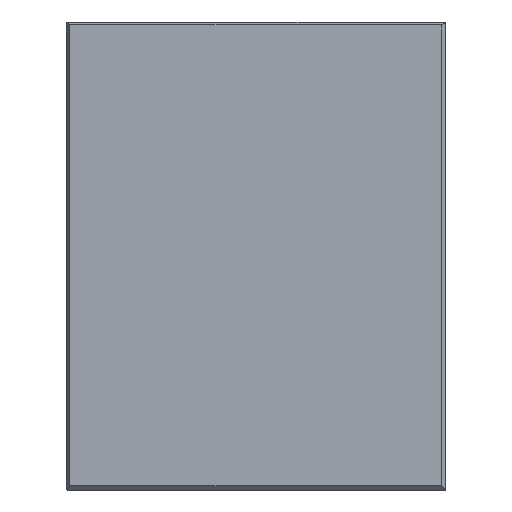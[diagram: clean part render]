
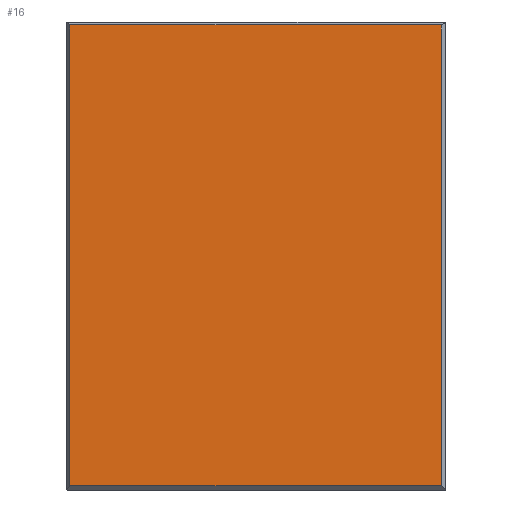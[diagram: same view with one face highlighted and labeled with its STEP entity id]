
A CAD part, left-side view. The second image highlights one B-rep face of the part: STEP entity #16.
In plain terms, the highlighted planar face has unit normal (-1, 0, 0).
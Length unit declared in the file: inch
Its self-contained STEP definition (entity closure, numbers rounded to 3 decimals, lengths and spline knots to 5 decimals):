
#13 = DIRECTION ( 'NONE',  ( 0., 0., -1. ) ) ;
#16 = ADVANCED_FACE ( 'NONE', ( #1188 ), #768, .T. ) ;
#20 = CARTESIAN_POINT ( 'NONE',  ( -4.21, 0.91385, 0. ) ) ;
#92 = LINE ( 'NONE', #1111, #775 ) ;
#104 = VERTEX_POINT ( 'NONE', #476 ) ;
#114 = LINE ( 'NONE', #20, #617 ) ;
#274 = DIRECTION ( 'NONE',  ( -1., 0., 0. ) ) ;
#281 = VERTEX_POINT ( 'NONE', #494 ) ;
#286 = DIRECTION ( 'NONE',  ( 0., 0., 1. ) ) ;
#325 = DIRECTION ( 'NONE',  ( 0., -1., 0. ) ) ;
#399 = VECTOR ( 'NONE', #325, 39.37008 ) ;
#413 = EDGE_LOOP ( 'NONE', ( #1057, #652, #456, #1001 ) ) ;
#439 = EDGE_CURVE ( 'NONE', #281, #509, #582, .T. ) ;
#456 = ORIENTED_EDGE ( 'NONE', *, *, #845, .T. ) ;
#476 = CARTESIAN_POINT ( 'NONE',  ( -4.21, 0.91385, 1.13433 ) ) ;
#494 = CARTESIAN_POINT ( 'NONE',  ( -4.21, 0.91385, -1.13 ) ) ;
#509 = VERTEX_POINT ( 'NONE', #524 ) ;
#524 = CARTESIAN_POINT ( 'NONE',  ( -4.21, -0.91, -1.13 ) ) ;
#563 = EDGE_CURVE ( 'NONE', #509, #1323, #1225, .T. ) ;
#582 = LINE ( 'NONE', #715, #399 ) ;
#617 = VECTOR ( 'NONE', #13, 39.37008 ) ;
#652 = ORIENTED_EDGE ( 'NONE', *, *, #1148, .F. ) ;
#715 = CARTESIAN_POINT ( 'NONE',  ( -4.21, 0., -1.13 ) ) ;
#721 = CARTESIAN_POINT ( 'NONE',  ( -4.21, -0.91, 0. ) ) ;
#768 = PLANE ( 'NONE',  #1097 ) ;
#775 = VECTOR ( 'NONE', #811, 39.37008 ) ;
#811 = DIRECTION ( 'NONE',  ( 0., -1., 0. ) ) ;
#845 = EDGE_CURVE ( 'NONE', #104, #281, #114, .T. ) ;
#889 = VECTOR ( 'NONE', #1155, 39.37008 ) ;
#974 = CARTESIAN_POINT ( 'NONE',  ( -4.21, 0., 0. ) ) ;
#1001 = ORIENTED_EDGE ( 'NONE', *, *, #439, .T. ) ;
#1057 = ORIENTED_EDGE ( 'NONE', *, *, #563, .T. ) ;
#1097 = AXIS2_PLACEMENT_3D ( 'NONE', #974, #274, #286 ) ;
#1111 = CARTESIAN_POINT ( 'NONE',  ( -4.21, 0., 1.13433 ) ) ;
#1148 = EDGE_CURVE ( 'NONE', #104, #1323, #92, .T. ) ;
#1155 = DIRECTION ( 'NONE',  ( 0., 0., 1. ) ) ;
#1188 = FACE_OUTER_BOUND ( 'NONE', #413, .T. ) ;
#1225 = LINE ( 'NONE', #721, #889 ) ;
#1252 = CARTESIAN_POINT ( 'NONE',  ( -4.21, -0.91, 1.13433 ) ) ;
#1323 = VERTEX_POINT ( 'NONE', #1252 ) ;
